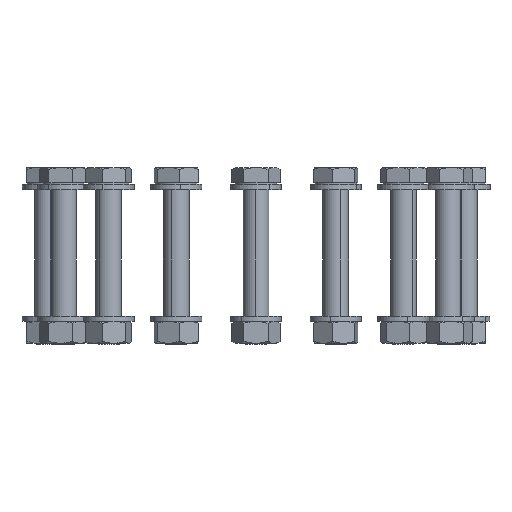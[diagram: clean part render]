
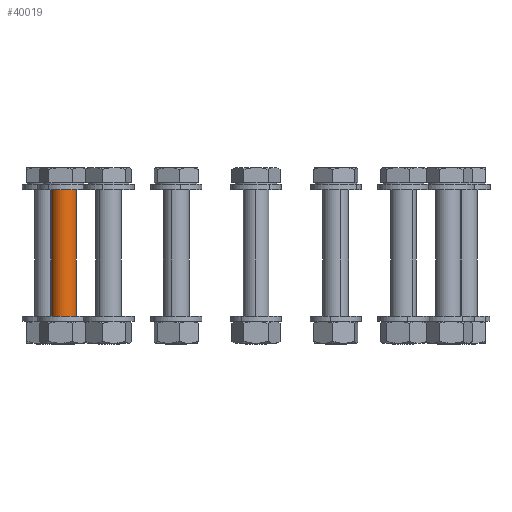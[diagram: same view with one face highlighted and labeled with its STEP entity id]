
A CAD part, left-side view. The second image highlights one B-rep face of the part: STEP entity #40019.
In plain terms, the highlighted cylindrical face has radius 4 mm (diameter 8 mm), a partial arc.
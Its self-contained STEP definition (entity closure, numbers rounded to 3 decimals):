
#945 = CIRCLE ( 'NONE', #11624, 4. ) ;
#1280 = CYLINDRICAL_SURFACE ( 'NONE', #37883, 4. ) ;
#2039 = CARTESIAN_POINT ( 'NONE',  ( -23.401, 56.495, 26.7 ) ) ;
#2421 = DIRECTION ( 'NONE',  ( 0.383, -0.924, 0. ) ) ;
#3865 = DIRECTION ( 'NONE',  ( 0., 0., 1. ) ) ;
#6345 = CARTESIAN_POINT ( 'NONE',  ( -23.401, 56.495, -27.909 ) ) ;
#7956 = CARTESIAN_POINT ( 'NONE',  ( -24.932, 60.191, -27.909 ) ) ;
#10618 = CIRCLE ( 'NONE', #43707, 4. ) ;
#11624 = AXIS2_PLACEMENT_3D ( 'NONE', #18951, #45151, #22724 ) ;
#11760 = DIRECTION ( 'NONE',  ( 0.383, -0.924, 0. ) ) ;
#14894 = VERTEX_POINT ( 'NONE', #42315 ) ;
#16808 = EDGE_CURVE ( 'NONE', #44092, #14894, #47717, .T. ) ;
#18951 = CARTESIAN_POINT ( 'NONE',  ( -24.932, 60.191, 21. ) ) ;
#19050 = VECTOR ( 'NONE', #28484, 1000. ) ;
#21434 = VERTEX_POINT ( 'NONE', #26187 ) ;
#21577 = ORIENTED_EDGE ( 'NONE', *, *, #46386, .T. ) ;
#22380 = VERTEX_POINT ( 'NONE', #33638 ) ;
#22724 = DIRECTION ( 'NONE',  ( -0.383, 0.924, 0. ) ) ;
#26187 = CARTESIAN_POINT ( 'NONE',  ( -26.463, 63.886, 21. ) ) ;
#28484 = DIRECTION ( 'NONE',  ( 0., 0., 1. ) ) ;
#28621 = EDGE_CURVE ( 'NONE', #22380, #21434, #30677, .T. ) ;
#30185 = CARTESIAN_POINT ( 'NONE',  ( -26.463, 63.886, 26.7 ) ) ;
#30613 = EDGE_LOOP ( 'NONE', ( #34436, #21577, #41351, #39179 ) ) ;
#30677 = LINE ( 'NONE', #30185, #40636 ) ;
#33638 = CARTESIAN_POINT ( 'NONE',  ( -26.463, 63.886, -27.909 ) ) ;
#33685 = FACE_OUTER_BOUND ( 'NONE', #30613, .T. ) ;
#34187 = DIRECTION ( 'NONE',  ( 0., 0., 1. ) ) ;
#34436 = ORIENTED_EDGE ( 'NONE', *, *, #28621, .F. ) ;
#36884 = EDGE_CURVE ( 'NONE', #14894, #21434, #945, .T. ) ;
#37883 = AXIS2_PLACEMENT_3D ( 'NONE', #43459, #39690, #2421 ) ;
#39179 = ORIENTED_EDGE ( 'NONE', *, *, #36884, .T. ) ;
#39690 = DIRECTION ( 'NONE',  ( 0., 0., 1. ) ) ;
#40019 = ADVANCED_FACE ( 'NONE', ( #33685 ), #1280, .T. ) ;
#40636 = VECTOR ( 'NONE', #3865, 1000. ) ;
#41351 = ORIENTED_EDGE ( 'NONE', *, *, #16808, .T. ) ;
#42315 = CARTESIAN_POINT ( 'NONE',  ( -23.401, 56.495, 21. ) ) ;
#43459 = CARTESIAN_POINT ( 'NONE',  ( -24.932, 60.191, 26.7 ) ) ;
#43707 = AXIS2_PLACEMENT_3D ( 'NONE', #7956, #34187, #11760 ) ;
#44092 = VERTEX_POINT ( 'NONE', #6345 ) ;
#45151 = DIRECTION ( 'NONE',  ( 0., 0., -1. ) ) ;
#46386 = EDGE_CURVE ( 'NONE', #22380, #44092, #10618, .T. ) ;
#47717 = LINE ( 'NONE', #2039, #19050 ) ;
